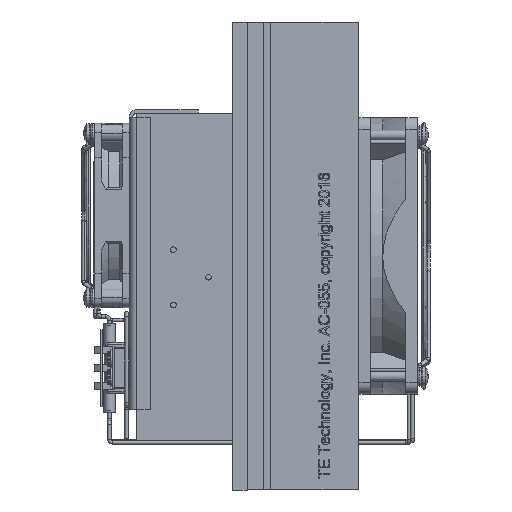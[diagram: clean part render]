
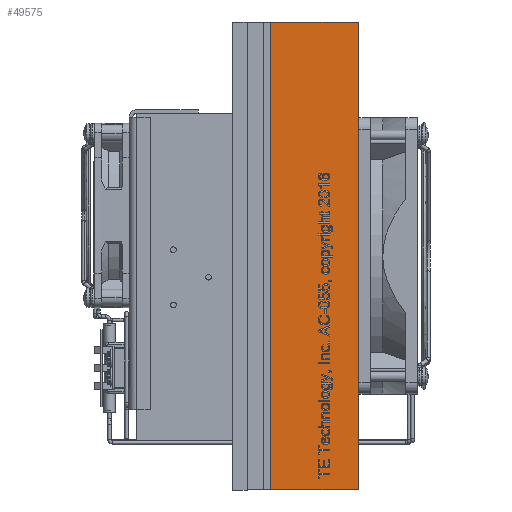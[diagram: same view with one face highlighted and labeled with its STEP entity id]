
A CAD part, left-side view. The second image highlights one B-rep face of the part: STEP entity #49575.
In plain terms, the highlighted planar face has unit normal (-1, 0, 0).
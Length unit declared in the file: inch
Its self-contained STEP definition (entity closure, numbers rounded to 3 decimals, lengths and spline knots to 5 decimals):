
#7192=VECTOR('',#61070,1.);
#7193=VECTOR('',#61074,1.);
#7194=VECTOR('',#61075,1.);
#7195=VECTOR('',#61076,1.);
#11312=LINE('',#78529,#7192);
#11313=LINE('',#78533,#7193);
#11314=LINE('',#78535,#7194);
#11315=LINE('',#78537,#7195);
#13332=PLANE('',#52814);
#16865=VERTEX_POINT('',#78528);
#16866=VERTEX_POINT('',#78530);
#16867=VERTEX_POINT('',#78534);
#16868=VERTEX_POINT('',#78536);
#24863=EDGE_CURVE('',#16866,#16865,#11312,.T.);
#24865=EDGE_CURVE('',#16865,#16867,#11313,.T.);
#24866=EDGE_CURVE('',#16868,#16867,#11314,.T.);
#24867=EDGE_CURVE('',#16866,#16868,#11315,.T.);
#35920=ORIENTED_EDGE('',*,*,#24865,.T.);
#35921=ORIENTED_EDGE('',*,*,#24866,.F.);
#35922=ORIENTED_EDGE('',*,*,#24867,.F.);
#35923=ORIENTED_EDGE('',*,*,#24863,.T.);
#43479=EDGE_LOOP('',(#35920,#35921,#35922,#35923));
#46624=FACE_BOUND('',#43479,.T.);
#49575=ADVANCED_FACE('',(#46624),#13332,.T.);
#52814=AXIS2_PLACEMENT_3D('',#78532,#61073,$);
#61070=DIRECTION('',(0.,0.,1.));
#61073=DIRECTION('',(-1.,0.,0.));
#61074=DIRECTION('',(0.,1.,0.));
#61075=DIRECTION('',(0.,0.,1.));
#61076=DIRECTION('',(0.,1.,0.));
#78528=CARTESIAN_POINT('',(-2.5,-1.90018,4.));
#78529=CARTESIAN_POINT('',(-2.5,-1.90018,-4.));
#78530=CARTESIAN_POINT('',(-2.5,-1.90018,-4.));
#78532=CARTESIAN_POINT('',(-2.5,-1.15018,-4.));
#78533=CARTESIAN_POINT('',(-2.5,-1.90018,4.));
#78534=CARTESIAN_POINT('',(-2.5,-0.40018,4.));
#78535=CARTESIAN_POINT('',(-2.5,-0.40018,-4.));
#78536=CARTESIAN_POINT('',(-2.5,-0.40018,-4.));
#78537=CARTESIAN_POINT('',(-2.5,-1.90018,-4.));
